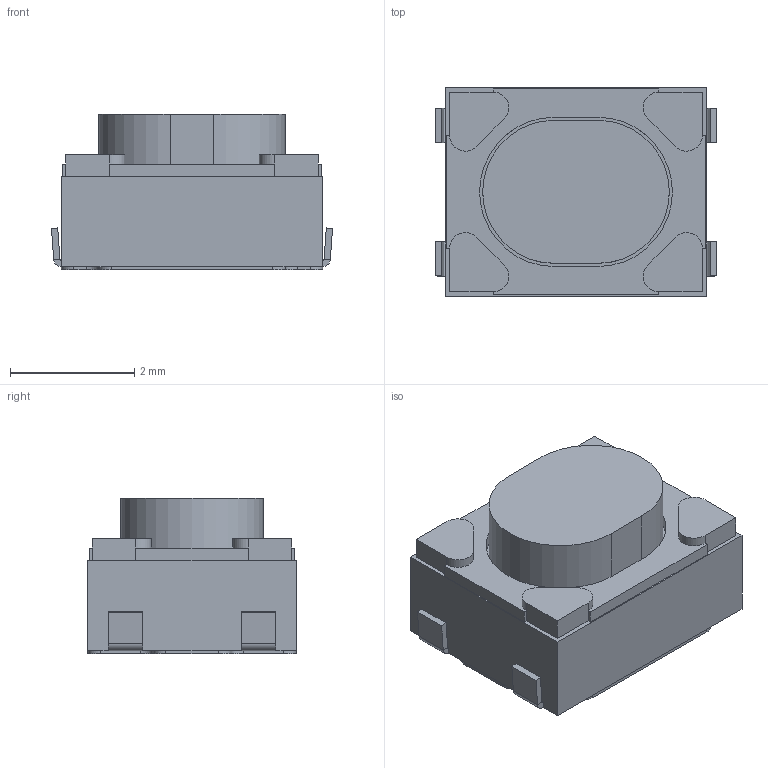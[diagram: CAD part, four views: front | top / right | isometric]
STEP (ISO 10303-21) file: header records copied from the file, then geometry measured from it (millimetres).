
FILE_DESCRIPTION(('FreeCAD Model'),'2;1');
FILE_NAME('Open CASCADE Shape Model','2024-05-31T14:59:46',('Author'),( ''),'Open CASCADE STEP processor 7.7','FreeCAD','Unknown');
FILE_SCHEMA(('AUTOMOTIVE_DESIGN { 1 0 10303 214 1 1 1 1 }'));
Length unit declared in the file: millimetre
Products named in the file (4): TSA016A2518C; MainBody; FrontPlate; Pin1
Assembly tree (6 placements, depth 2):
  TSA016A2518C
    MainBody
    FrontPlate
    Pin1  x4
Bounding box: 4.52 x 3.35 x 2.5 mm (x, y, z)
Volume: 28.7 mm3; surface area: 84.6 mm2
Topology: 6 solids, 6 shells, 165 faces, 404 edges, 256 vertices
Faces by surface type: plane 125, cylinder 40
Entity records: 3857 total; most frequent: CARTESIAN_POINT 658, DIRECTION 648, ORIENTED_EDGE 640, EDGE_CURVE 320, LINE 252, VECTOR 252, VERTEX_POINT 208, AXIS2_PLACEMENT_3D 198
